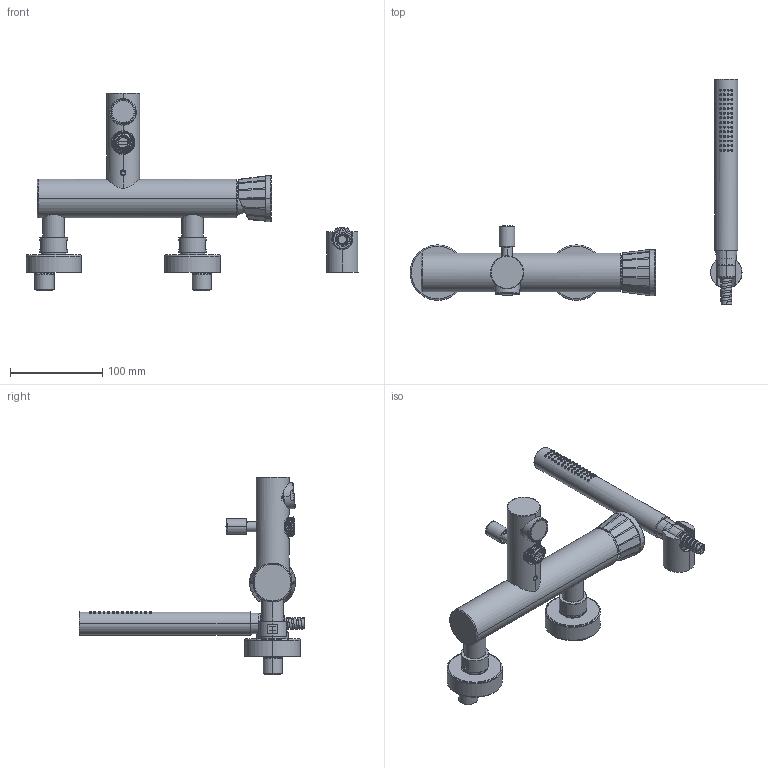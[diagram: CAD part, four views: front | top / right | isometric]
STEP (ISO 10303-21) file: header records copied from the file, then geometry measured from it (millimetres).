
FILE_DESCRIPTION((''),'2;1');
FILE_NAME('OIELVE010RO_ASM','2025-10-16T15:07:00',('Administrator'),(''),'CREO PARAMETRIC BY PTC INC, 2024493','CREO PARAMETRIC BY PTC INC, 2024493','');
FILE_SCHEMA(('CONFIG_CONTROL_DESIGN','SHAPE_APPEARANCE_LAYERS_GROUPS'));
Length unit declared in the file: millimetre
Products named in the file (20): OIBR00305; OIAQ00285; OIBR00998; OIBR00272; OIBR00274; OIBR00273; OIKT10047; OIKT10046; OIKT00024_ASM; OIBR00304; OIVT00058; OIAQ00029; OIAQ00030; OIAR00060; OIKT10050; OIKT00025_ASM; OIFL00037; OIAQ00025; OIAQ00013; OIELVE010RO_ASM
Assembly tree (23 placements, depth 3):
  OIELVE010RO_ASM
    OIBR00305
    OIAQ00285
    OIBR00998
    OIBR00272  x2
    OIBR00274  x2
    OIBR00273  x2
    OIKT00024_ASM  x2
      OIKT10047
      OIKT10046
    OIBR00304
    OIVT00058
    OIAQ00029
    OIAQ00030
    OIAR00060
    OIKT00025_ASM
      OIKT10050
    OIFL00037
    OIAQ00025
    OIAQ00013
Bounding box: 359 x 244.3 x 213.8 mm (x, y, z)
Volume: 515997.3 mm3; surface area: 202578 mm2
Topology: 25 solids, 49 shells, 1548 faces, 3577 edges, 2254 vertices
Faces by surface type: cylinder 593, bspline 325, plane 318, cone 206, torus 96, sphere 10
Entity records: 105808 total; most frequent: CARTESIAN_POINT 63354, ORIENTED_EDGE 6124, DIRECTION 5383, PRESENTATION_STYLE_ASSIGNMENT 3545, STYLED_ITEM 3399, EDGE_CURVE 3094, CURVE_STYLE 3062, AXIS2_PLACEMENT_3D 2144
